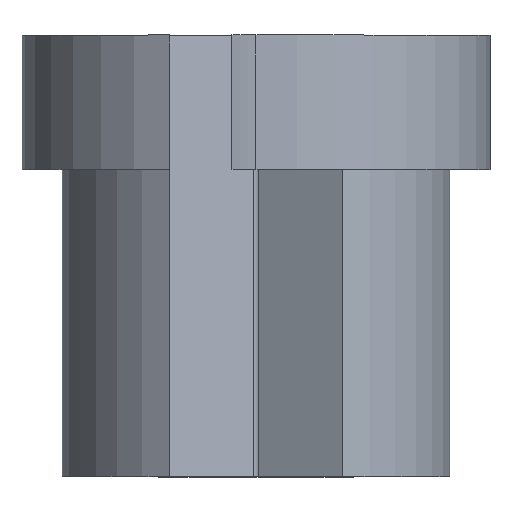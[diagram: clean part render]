
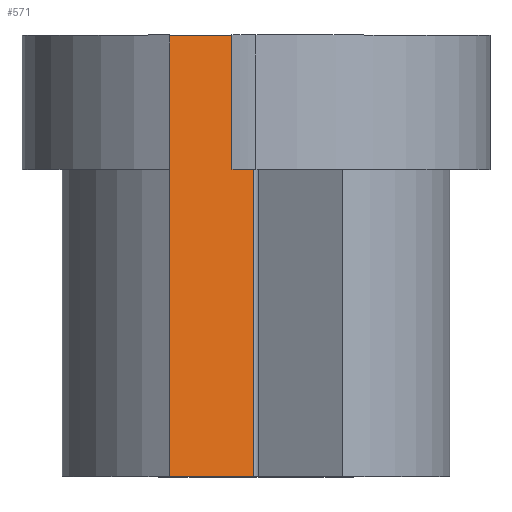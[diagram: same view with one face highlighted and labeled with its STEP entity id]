
A CAD part, top view. The second image highlights one B-rep face of the part: STEP entity #571.
In plain terms, the highlighted planar face has unit normal (0.5, 0, 0.866).
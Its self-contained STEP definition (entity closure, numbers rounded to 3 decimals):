
#167 = VERTEX_POINT ( 'NONE', #763 ) ;
#170 = EDGE_CURVE ( 'NONE', #178, #167, #757, .T. ) ;
#178 = VERTEX_POINT ( 'NONE', #687 ) ;
#240 = ORIENTED_EDGE ( 'NONE', *, *, #516, .T. ) ;
#299 = EDGE_CURVE ( 'NONE', #307, #300, #921, .T. ) ;
#300 = VERTEX_POINT ( 'NONE', #917 ) ;
#307 = VERTEX_POINT ( 'NONE', #985 ) ;
#430 = ORIENTED_EDGE ( 'NONE', *, *, #299, .F. ) ;
#505 = EDGE_CURVE ( 'NONE', #307, #167, #1114, .T. ) ;
#507 = ORIENTED_EDGE ( 'NONE', *, *, #505, .T. ) ;
#516 = EDGE_CURVE ( 'NONE', #178, #300, #1185, .T. ) ;
#571 = ADVANCED_FACE ( 'NONE', ( #1291 ), #1297, .F. ) ;
#588 = EDGE_LOOP ( 'NONE', ( #599, #240, #430, #507 ) ) ;
#599 = ORIENTED_EDGE ( 'NONE', *, *, #170, .F. ) ;
#687 = CARTESIAN_POINT ( 'NONE',  ( -0.25, 0., -17.176 ) ) ;
#754 = DIRECTION ( 'NONE',  ( -0.866, 0., 0.5 ) ) ;
#755 = VECTOR ( 'NONE', #754, 1000. ) ;
#756 = CARTESIAN_POINT ( 'NONE',  ( -7.5, 0., -12.99 ) ) ;
#757 = LINE ( 'NONE', #756, #755 ) ;
#763 = CARTESIAN_POINT ( 'NONE',  ( -14.75, 0., -8.805 ) ) ;
#917 = CARTESIAN_POINT ( 'NONE',  ( -0.25, 46., -17.176 ) ) ;
#918 = DIRECTION ( 'NONE',  ( 0.866, 0., -0.5 ) ) ;
#919 = VECTOR ( 'NONE', #918, 1000. ) ;
#920 = CARTESIAN_POINT ( 'NONE',  ( -15., 46., -8.66 ) ) ;
#921 = LINE ( 'NONE', #920, #919 ) ;
#985 = CARTESIAN_POINT ( 'NONE',  ( -14.75, 46., -8.805 ) ) ;
#1111 = DIRECTION ( 'NONE',  ( 0., -1., 0. ) ) ;
#1112 = VECTOR ( 'NONE', #1111, 1000. ) ;
#1113 = CARTESIAN_POINT ( 'NONE',  ( -14.75, 0., -8.805 ) ) ;
#1114 = LINE ( 'NONE', #1113, #1112 ) ;
#1182 = DIRECTION ( 'NONE',  ( 0., 1., 0. ) ) ;
#1183 = VECTOR ( 'NONE', #1182, 1000. ) ;
#1184 = CARTESIAN_POINT ( 'NONE',  ( -0.25, 46., -17.176 ) ) ;
#1185 = LINE ( 'NONE', #1184, #1183 ) ;
#1287 = DIRECTION ( 'NONE',  ( -0.866, 0., 0.5 ) ) ;
#1288 = DIRECTION ( 'NONE',  ( -0.5, 0., -0.866 ) ) ;
#1289 = CARTESIAN_POINT ( 'NONE',  ( -15., 46., -8.66 ) ) ;
#1290 = AXIS2_PLACEMENT_3D ( 'NONE', #1289, #1288, #1287 ) ;
#1291 = FACE_OUTER_BOUND ( 'NONE', #588, .T. ) ;
#1297 = PLANE ( 'NONE',  #1290 ) ;
